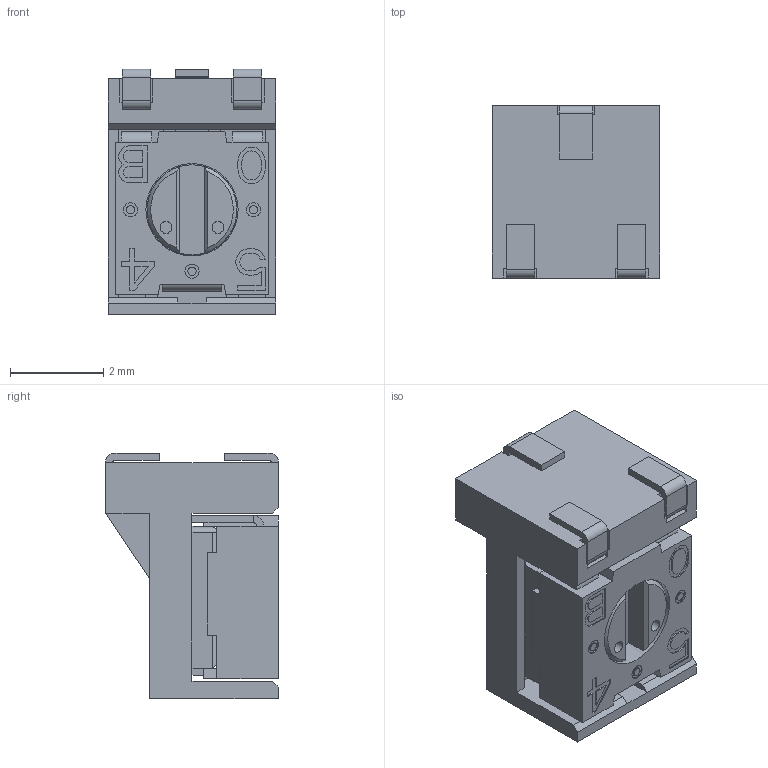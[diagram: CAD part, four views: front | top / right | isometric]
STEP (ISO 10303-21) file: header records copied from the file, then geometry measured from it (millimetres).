
FILE_DESCRIPTION((''),'2;1');
FILE_NAME('PRT0001','2013-05-28T',('maxm'),('Bourns, Inc.'),'PRO/ENGINEER BY PARAMETRIC TECHNOLOGY CORPORATION, 2012230','PRO/ENGINEER BY PARAMETRIC TECHNOLOGY CORPORATION, 2012230','');
FILE_SCHEMA(('CONFIG_CONTROL_DESIGN'));
Length unit declared in the file: inch
Products named in the file (1): PRT0001
Bounding box: 3.61 x 3.71 x 5.28 mm (x, y, z)
Volume: 45 mm3; surface area: 204.2 mm2
Topology: 1 solids, 4 shells, 470 faces, 1298 edges, 836 vertices
Faces by surface type: plane 397, cylinder 66, cone 7
Entity records: 14808 total; most frequent: CARTESIAN_POINT 2645, ORIENTED_EDGE 2596, DIRECTION 2385, EDGE_CURVE 1298, VECTOR 1127, LINE 1127, VERTEX_POINT 836, AXIS2_PLACEMENT_3D 629
